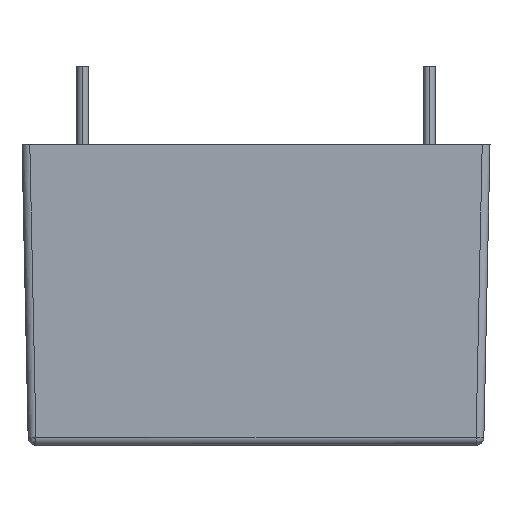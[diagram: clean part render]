
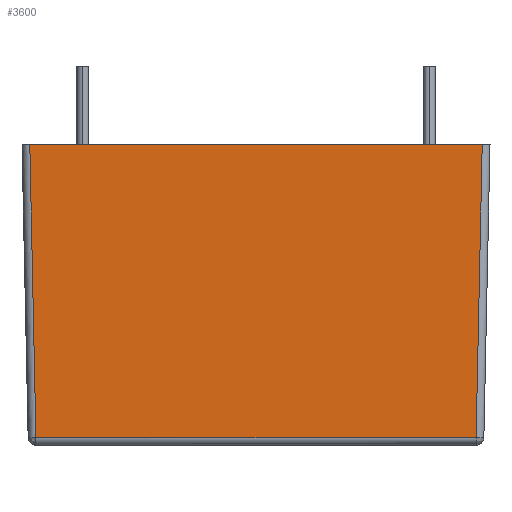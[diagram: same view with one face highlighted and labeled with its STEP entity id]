
A CAD part, left-side view. The second image highlights one B-rep face of the part: STEP entity #3600.
In plain terms, the highlighted planar face has unit normal (-1, 0, -0.021).
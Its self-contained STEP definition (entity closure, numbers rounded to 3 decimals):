
#3496=VERTEX_POINT('NONE',#3497);
#3497=CARTESIAN_POINT('',(-1.041,21.954,-3.408));
#3563=VERTEX_POINT('NONE',#3564);
#3564=CARTESIAN_POINT('',(-1.355,22.268,11.6));
#3590=EDGE_CURVE('NONE',#3496,#3563,#3591,.T.);
#3591=LINE('',#3592,#3593);
#3592=CARTESIAN_POINT('',(-1.041,21.954,-3.408));
#3593=VECTOR('',#3594,1.0);
#3594=DIRECTION('',(-0.021,0.021,1.));
#3600=ADVANCED_FACE('NONE',(#3601),#3626,.T.);
#3601=FACE_BOUND('NONE',#3602,.T.);
#3602=EDGE_LOOP('',(#3603,#3613,#3619,#3620));
#3603=ORIENTED_EDGE('',*,*,#3604,.T.);
#3604=EDGE_CURVE('NONE',#3605,#3607,#3609,.F.);
#3605=VERTEX_POINT('NONE',#3606);
#3606=CARTESIAN_POINT('',(-1.041,-0.618,-3.408));
#3607=VERTEX_POINT('NONE',#3608);
#3608=CARTESIAN_POINT('',(-1.355,-0.932,11.6));
#3609=LINE('',#3610,#3611);
#3610=CARTESIAN_POINT('',(-1.355,-0.932,11.6));
#3611=VECTOR('',#3612,1.0);
#3612=DIRECTION('',(0.021,0.021,-1.));
#3613=ORIENTED_EDGE('',*,*,#3614,.T.);
#3614=EDGE_CURVE('NONE',#3607,#3563,#3615,.F.);
#3615=LINE('',#3616,#3617);
#3616=CARTESIAN_POINT('',(-1.355,22.268,11.6));
#3617=VECTOR('',#3618,1.0);
#3618=DIRECTION('',(0.,-1.0,0.));
#3619=ORIENTED_EDGE('',*,*,#3590,.F.);
#3620=ORIENTED_EDGE('',*,*,#3621,.T.);
#3621=EDGE_CURVE('NONE',#3496,#3605,#3622,.T.);
#3622=LINE('',#3623,#3624);
#3623=CARTESIAN_POINT('',(-1.041,21.954,-3.408));
#3624=VECTOR('',#3625,1.0);
#3625=DIRECTION('',(0.,-1.0,0.));
#3626=PLANE('',#3627);
#3627=AXIS2_PLACEMENT_3D('',#3628,#3629,#3630);
#3628=CARTESIAN_POINT('',(-1.355,-1.332,11.6));
#3629=DIRECTION('',(-1.,0.0,-0.021));
#3630=DIRECTION('',(0.0,1.0,0.0));
